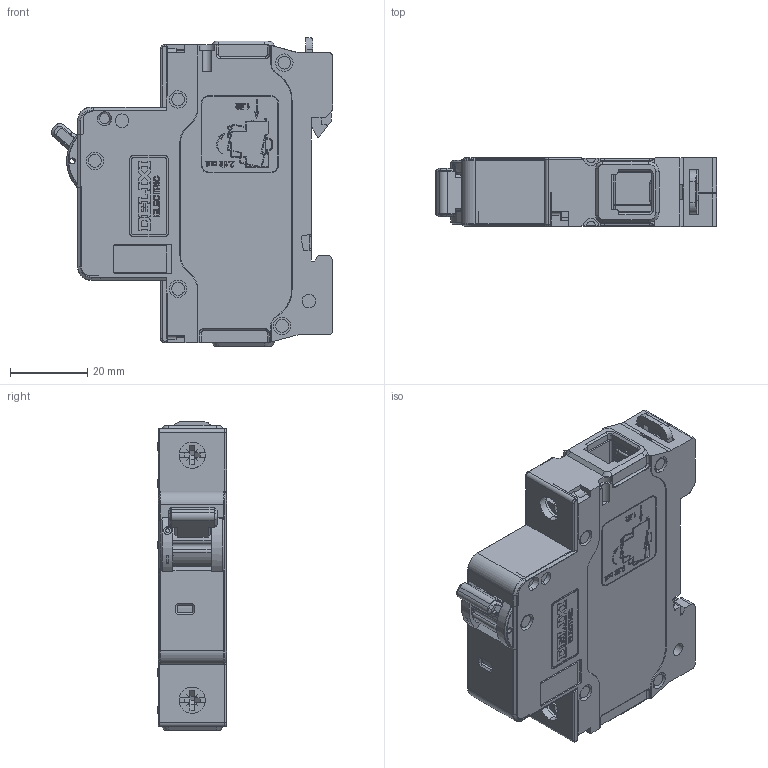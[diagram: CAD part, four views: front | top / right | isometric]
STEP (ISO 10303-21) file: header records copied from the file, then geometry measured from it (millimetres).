
FILE_DESCRIPTION((''),'2;1');
FILE_NAME('CDB6H-80','2023-11-06T',('shuo.dai'),(''),'PRO/ENGINEER BY PARAMETRIC TECHNOLOGY CORPORATION, 2015440','PRO/ENGINEER BY PARAMETRIC TECHNOLOGY CORPORATION, 2015440','');
FILE_SCHEMA(('CONFIG_CONTROL_DESIGN'));
Products named in the file (1): CDB6H-80
Bounding box: 72.76 x 17.85 x 79.9 mm (x, y, z)
Volume: 63070.8 mm3; surface area: 29671.1 mm2
Topology: 3 solids, 4 shells, 3795 faces, 10398 edges, 6754 vertices
Faces by surface type: plane 2442, cylinder 745, extrusion 345, cone 131, torus 73, bspline 43, sphere 16
Entity records: 125082 total; most frequent: CARTESIAN_POINT 29584, ORIENTED_EDGE 20778, DIRECTION 18144, EDGE_CURVE 10389, VECTOR 7920, LINE 7575, VERTEX_POINT 6754, AXIS2_PLACEMENT_3D 5112
